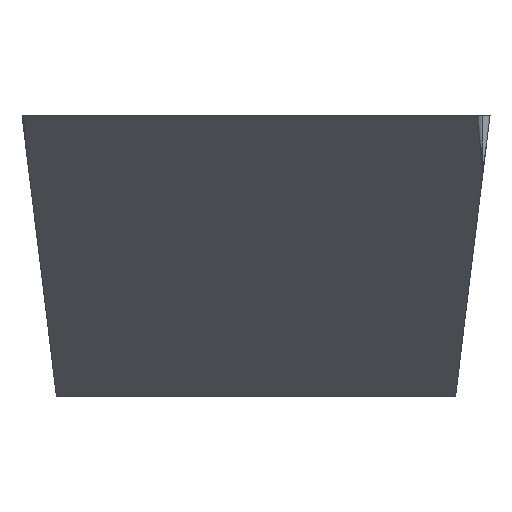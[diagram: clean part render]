
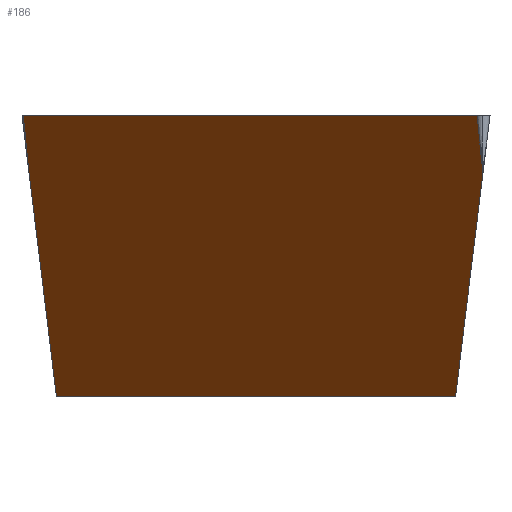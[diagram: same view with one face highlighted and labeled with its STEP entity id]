
A CAD part, left-side view. The second image highlights one B-rep face of the part: STEP entity #186.
In plain terms, the highlighted free-form (B-spline) face has degree [1, 3] with [2, 4] control points.
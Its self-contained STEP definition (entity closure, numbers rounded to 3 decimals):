
#2 = B_SPLINE_SURFACE_WITH_KNOTS ( 'NONE', 1, 3, ( 
 ( #154, #255, #249, #193 ),
 ( #91, #301, #257, #195 ) ),
 .UNSPECIFIED., .F., .F., .F.,
 ( 2, 2 ),
 ( 4, 4 ),
 ( 0., 1. ),
 ( -0.007, 0. ),
 .UNSPECIFIED. ) ;
#33 = VECTOR ( 'NONE', #103, 1000. ) ;
#44 = LINE ( 'NONE', #90, #33 ) ;
#53 = EDGE_CURVE ( 'NONE', #454, #298, #323, .T. ) ;
#56 = CARTESIAN_POINT ( 'NONE',  ( -5.983, -1.886, -0.804 ) ) ;
#57 = LINE ( 'NONE', #148, #63 ) ;
#60 = VECTOR ( 'NONE', #216, 1000. ) ;
#61 = CARTESIAN_POINT ( 'NONE',  ( -0.558, 1.77, -1.75 ) ) ;
#63 = VECTOR ( 'NONE', #106, 1000. ) ;
#65 = LINE ( 'NONE', #83, #60 ) ;
#71 = CARTESIAN_POINT ( 'NONE',  ( -5.369, -1.693, -2.38 ) ) ;
#79 = CARTESIAN_POINT ( 'NONE',  ( -0.534, 1.693, -2.38 ) ) ;
#80 = CARTESIAN_POINT ( 'NONE',  ( -0.641, 1.974, 0. ) ) ;
#83 = CARTESIAN_POINT ( 'NONE',  ( -0.641, 1.974, 0. ) ) ;
#85 = EDGE_CURVE ( 'NONE', #298, #381, #210, .T. ) ;
#90 = CARTESIAN_POINT ( 'NONE',  ( -6.14, -1.876, 0. ) ) ;
#91 = CARTESIAN_POINT ( 'NONE',  ( -0.44, 1.687, -2.856 ) ) ;
#103 = DIRECTION ( 'NONE',  ( -0.07, 0.1, 0.993 ) ) ;
#106 = DIRECTION ( 'NONE',  ( -0.819, -0.574, 0. ) ) ;
#139 = CARTESIAN_POINT ( 'NONE',  ( -0.534, 1.693, -2.38 ) ) ;
#148 = CARTESIAN_POINT ( 'NONE',  ( -6.296, -1.985, 0. ) ) ;
#154 = CARTESIAN_POINT ( 'NONE',  ( -0.641, 1.974, 0. ) ) ;
#159 = CARTESIAN_POINT ( 'NONE',  ( -0.607, 1.925, -0.489 ) ) ;
#165 = CARTESIAN_POINT ( 'NONE',  ( -2.145, 0.564, -2.38 ) ) ;
#167 = CARTESIAN_POINT ( 'NONE',  ( -0.583, 1.848, -1.119 ) ) ;
#169 = CARTESIAN_POINT ( 'NONE',  ( -0.595, 1.886, -0.804 ) ) ;
#170 = CARTESIAN_POINT ( 'NONE',  ( -0.57, 1.809, -1.434 ) ) ;
#172 = FACE_OUTER_BOUND ( 'NONE', #394, .T. ) ;
#177 = CARTESIAN_POINT ( 'NONE',  ( -3.757, -0.564, -2.38 ) ) ;
#186 = ADVANCED_FACE ( 'NONE', ( #172 ), #2, .T. ) ;
#192 = CARTESIAN_POINT ( 'NONE',  ( -6.105, -1.925, -0.489 ) ) ;
#193 = CARTESIAN_POINT ( 'NONE',  ( -6.14, -1.876, 0. ) ) ;
#195 = CARTESIAN_POINT ( 'NONE',  ( -5.939, -2.163, -2.856 ) ) ;
#198 = CARTESIAN_POINT ( 'NONE',  ( -5.369, -1.693, -2.38 ) ) ;
#200 = CARTESIAN_POINT ( 'NONE',  ( -0.607, 1.925, -0.489 ) ) ;
#201 = VERTEX_POINT ( 'NONE', #461 ) ;
#210 = B_SPLINE_CURVE_WITH_KNOTS ( 'NONE', 3,
 ( #198, #236, #335, #315, #355, #56, #342 ),
 .UNSPECIFIED., .F., .F.,
 ( 4, 3, 4 ),
 ( 0., 0.001, 0.002 ),
 .UNSPECIFIED. ) ;
#216 = DIRECTION ( 'NONE',  ( 0.07, -0.1, -0.993 ) ) ;
#226 = CARTESIAN_POINT ( 'NONE',  ( -0.546, 1.731, -2.065 ) ) ;
#236 = CARTESIAN_POINT ( 'NONE',  ( -5.492, -1.731, -2.065 ) ) ;
#249 = CARTESIAN_POINT ( 'NONE',  ( -4.307, -0.593, 0. ) ) ;
#255 = CARTESIAN_POINT ( 'NONE',  ( -2.474, 0.691, 0. ) ) ;
#257 = CARTESIAN_POINT ( 'NONE',  ( -4.106, -0.88, -2.856 ) ) ;
#266 = B_SPLINE_CURVE_WITH_KNOTS ( 'NONE', 3,
 ( #139, #226, #61, #170, #167, #169, #159 ),
 .UNSPECIFIED., .F., .F.,
 ( 4, 3, 4 ),
 ( 0., 0.001, 0.002 ),
 .UNSPECIFIED. ) ;
#290 = ORIENTED_EDGE ( 'NONE', *, *, #445, .F. ) ;
#293 = ORIENTED_EDGE ( 'NONE', *, *, #367, .T. ) ;
#298 = VERTEX_POINT ( 'NONE', #71 ) ;
#299 = ORIENTED_EDGE ( 'NONE', *, *, #483, .F. ) ;
#300 = ORIENTED_EDGE ( 'NONE', *, *, #53, .T. ) ;
#301 = CARTESIAN_POINT ( 'NONE',  ( -2.273, 0.404, -2.856 ) ) ;
#303 = ORIENTED_EDGE ( 'NONE', *, *, #85, .T. ) ;
#305 = ORIENTED_EDGE ( 'NONE', *, *, #448, .T. ) ;
#315 = CARTESIAN_POINT ( 'NONE',  ( -5.737, -1.809, -1.434 ) ) ;
#320 = CARTESIAN_POINT ( 'NONE',  ( -0.534, 1.693, -2.38 ) ) ;
#323 = B_SPLINE_CURVE_WITH_KNOTS ( 'NONE', 3,
 ( #320, #165, #177, #348 ),
 .UNSPECIFIED., .F., .F.,
 ( 4, 4 ),
 ( 0., 0.006 ),
 .UNSPECIFIED. ) ;
#335 = CARTESIAN_POINT ( 'NONE',  ( -5.614, -1.77, -1.75 ) ) ;
#342 = CARTESIAN_POINT ( 'NONE',  ( -6.105, -1.925, -0.489 ) ) ;
#348 = CARTESIAN_POINT ( 'NONE',  ( -5.369, -1.693, -2.38 ) ) ;
#355 = CARTESIAN_POINT ( 'NONE',  ( -5.86, -1.848, -1.119 ) ) ;
#367 = EDGE_CURVE ( 'NONE', #455, #375, #65, .T. ) ;
#375 = VERTEX_POINT ( 'NONE', #200 ) ;
#381 = VERTEX_POINT ( 'NONE', #192 ) ;
#394 = EDGE_LOOP ( 'NONE', ( #290, #293, #299, #300, #303, #305 ) ) ;
#445 = EDGE_CURVE ( 'NONE', #455, #201, #57, .T. ) ;
#448 = EDGE_CURVE ( 'NONE', #381, #201, #44, .T. ) ;
#454 = VERTEX_POINT ( 'NONE', #79 ) ;
#455 = VERTEX_POINT ( 'NONE', #80 ) ;
#461 = CARTESIAN_POINT ( 'NONE',  ( -6.14, -1.876, 0. ) ) ;
#483 = EDGE_CURVE ( 'NONE', #454, #375, #266, .T. ) ;
